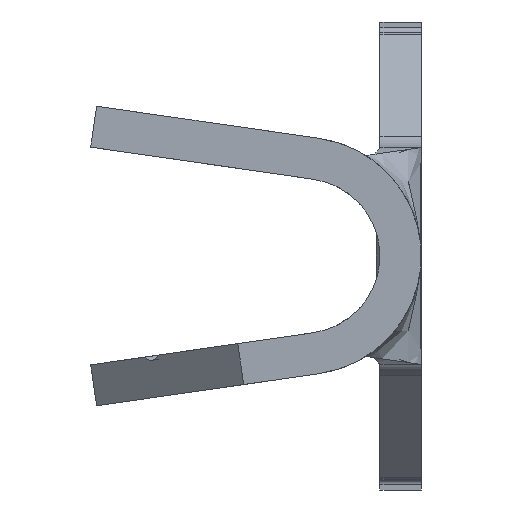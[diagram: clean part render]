
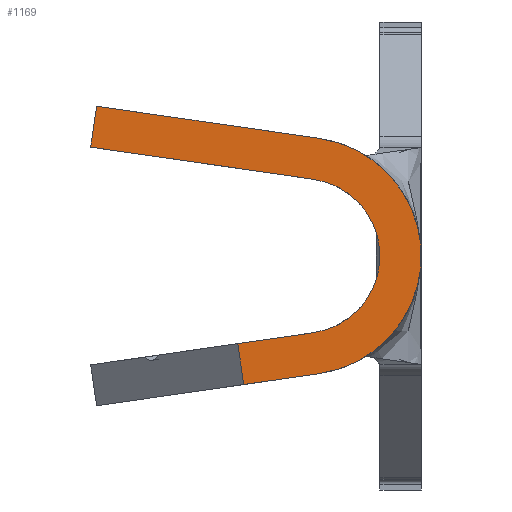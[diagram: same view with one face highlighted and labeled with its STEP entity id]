
A CAD part, left-side view. The second image highlights one B-rep face of the part: STEP entity #1169.
In plain terms, the highlighted planar face has unit normal (-1, 0, 0).
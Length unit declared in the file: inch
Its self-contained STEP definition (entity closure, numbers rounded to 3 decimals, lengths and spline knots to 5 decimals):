
#14 = CARTESIAN_POINT ( 'NONE',  ( -0.74, 0.32, 0.10541 ) ) ;
#89 = AXIS2_PLACEMENT_3D ( 'NONE', #4023, #2055, #5514 ) ;
#177 = DIRECTION ( 'NONE',  ( 0., 0.99, -0.143 ) ) ;
#215 = CARTESIAN_POINT ( 'NONE',  ( -0.74, 0.17762, -0.08483 ) ) ;
#246 = ORIENTED_EDGE ( 'NONE', *, *, #4736, .F. ) ;
#266 = DIRECTION ( 'NONE',  ( 0., -0.143, -0.99 ) ) ;
#360 = CARTESIAN_POINT ( 'NONE',  ( -0.74, 0.32, 0.10541 ) ) ;
#459 = DIRECTION ( 'NONE',  ( 0., 0., -1. ) ) ;
#464 = AXIS2_PLACEMENT_3D ( 'NONE', #6409, #3440, #459 ) ;
#617 = AXIS2_PLACEMENT_3D ( 'NONE', #5752, #2779, #6253 ) ;
#645 = VERTEX_POINT ( 'NONE', #215 ) ;
#647 = CARTESIAN_POINT ( 'NONE',  ( -0.74, 0.10427, 0.07423 ) ) ;
#801 = EDGE_CURVE ( 'NONE', #2470, #2345, #4240, .T. ) ;
#982 = VECTOR ( 'NONE', #4369, 39.37008 ) ;
#985 = LINE ( 'NONE', #14, #2164 ) ;
#1169 = ADVANCED_FACE ( 'NONE', ( #5807 ), #3539, .F. ) ;
#1296 = ORIENTED_EDGE ( 'NONE', *, *, #801, .F. ) ;
#1560 = CARTESIAN_POINT ( 'NONE',  ( -0.74, 0.1719, -0.12442 ) ) ;
#1644 = DIRECTION ( 'NONE',  ( 0., 0.99, 0.143 ) ) ;
#1863 = CARTESIAN_POINT ( 'NONE',  ( -0.74, 0.31428, 0.145 ) ) ;
#2055 = DIRECTION ( 'NONE',  ( 1., 0., 0. ) ) ;
#2072 = LINE ( 'NONE', #6126, #3242 ) ;
#2164 = VECTOR ( 'NONE', #3002, 39.37008 ) ;
#2216 = EDGE_LOOP ( 'NONE', ( #4880, #5932, #3748, #6110, #5871, #4371, #1296, #246 ) ) ;
#2240 = VECTOR ( 'NONE', #4606, 39.37008 ) ;
#2345 = VERTEX_POINT ( 'NONE', #360 ) ;
#2351 = VERTEX_POINT ( 'NONE', #1863 ) ;
#2413 = CARTESIAN_POINT ( 'NONE',  ( -0.74, 0.10427, -0.07423 ) ) ;
#2416 = EDGE_CURVE ( 'NONE', #645, #4239, #2463, .T. ) ;
#2463 = LINE ( 'NONE', #2413, #982 ) ;
#2470 = VERTEX_POINT ( 'NONE', #3439 ) ;
#2623 = VERTEX_POINT ( 'NONE', #1560 ) ;
#2664 = CARTESIAN_POINT ( 'NONE',  ( -0.74, 0.09855, -0.11382 ) ) ;
#2710 = CIRCLE ( 'NONE', #617, 0.075 ) ;
#2748 = EDGE_CURVE ( 'NONE', #4215, #2623, #2072, .T. ) ;
#2779 = DIRECTION ( 'NONE',  ( -1., 0., 0. ) ) ;
#2934 = VECTOR ( 'NONE', #1644, 39.37008 ) ;
#3002 = DIRECTION ( 'NONE',  ( 0., -0.143, 0.99 ) ) ;
#3242 = VECTOR ( 'NONE', #177, 39.37008 ) ;
#3291 = EDGE_CURVE ( 'NONE', #645, #2623, #6142, .T. ) ;
#3340 = VECTOR ( 'NONE', #266, 39.37008 ) ;
#3439 = CARTESIAN_POINT ( 'NONE',  ( -0.74, 0.10427, 0.07423 ) ) ;
#3440 = DIRECTION ( 'NONE',  ( 1., 0., 0. ) ) ;
#3539 = PLANE ( 'NONE',  #89 ) ;
#3619 = CARTESIAN_POINT ( 'NONE',  ( -0.74, 0.09855, 0.11382 ) ) ;
#3748 = ORIENTED_EDGE ( 'NONE', *, *, #2748, .F. ) ;
#4023 = CARTESIAN_POINT ( 'NONE',  ( -0.74, 0.115, 0. ) ) ;
#4124 = CARTESIAN_POINT ( 'NONE',  ( -0.74, 0.09855, 0.11382 ) ) ;
#4145 = CARTESIAN_POINT ( 'NONE',  ( -0.74, 0.10427, -0.07423 ) ) ;
#4196 = EDGE_CURVE ( 'NONE', #2351, #5529, #5024, .T. ) ;
#4215 = VERTEX_POINT ( 'NONE', #2664 ) ;
#4239 = VERTEX_POINT ( 'NONE', #4145 ) ;
#4240 = LINE ( 'NONE', #647, #2934 ) ;
#4369 = DIRECTION ( 'NONE',  ( 0., -0.99, 0.143 ) ) ;
#4371 = ORIENTED_EDGE ( 'NONE', *, *, #4492, .F. ) ;
#4492 = EDGE_CURVE ( 'NONE', #2345, #2351, #985, .T. ) ;
#4606 = DIRECTION ( 'NONE',  ( 0., -0.99, -0.143 ) ) ;
#4736 = EDGE_CURVE ( 'NONE', #4239, #2470, #2710, .T. ) ;
#4880 = ORIENTED_EDGE ( 'NONE', *, *, #2416, .F. ) ;
#5024 = LINE ( 'NONE', #4124, #2240 ) ;
#5080 = CIRCLE ( 'NONE', #464, 0.115 ) ;
#5514 = DIRECTION ( 'NONE',  ( 0., 0., -1. ) ) ;
#5529 = VERTEX_POINT ( 'NONE', #3619 ) ;
#5752 = CARTESIAN_POINT ( 'NONE',  ( -0.74, 0.115, 0. ) ) ;
#5807 = FACE_OUTER_BOUND ( 'NONE', #2216, .T. ) ;
#5871 = ORIENTED_EDGE ( 'NONE', *, *, #4196, .F. ) ;
#5932 = ORIENTED_EDGE ( 'NONE', *, *, #3291, .T. ) ;
#6110 = ORIENTED_EDGE ( 'NONE', *, *, #6278, .F. ) ;
#6126 = CARTESIAN_POINT ( 'NONE',  ( -0.74, 0.09855, -0.11382 ) ) ;
#6142 = LINE ( 'NONE', #6229, #3340 ) ;
#6229 = CARTESIAN_POINT ( 'NONE',  ( -0.74, 0.17762, -0.08483 ) ) ;
#6253 = DIRECTION ( 'NONE',  ( 0., 0., -1. ) ) ;
#6278 = EDGE_CURVE ( 'NONE', #5529, #4215, #5080, .T. ) ;
#6409 = CARTESIAN_POINT ( 'NONE',  ( -0.74, 0.115, 0. ) ) ;
